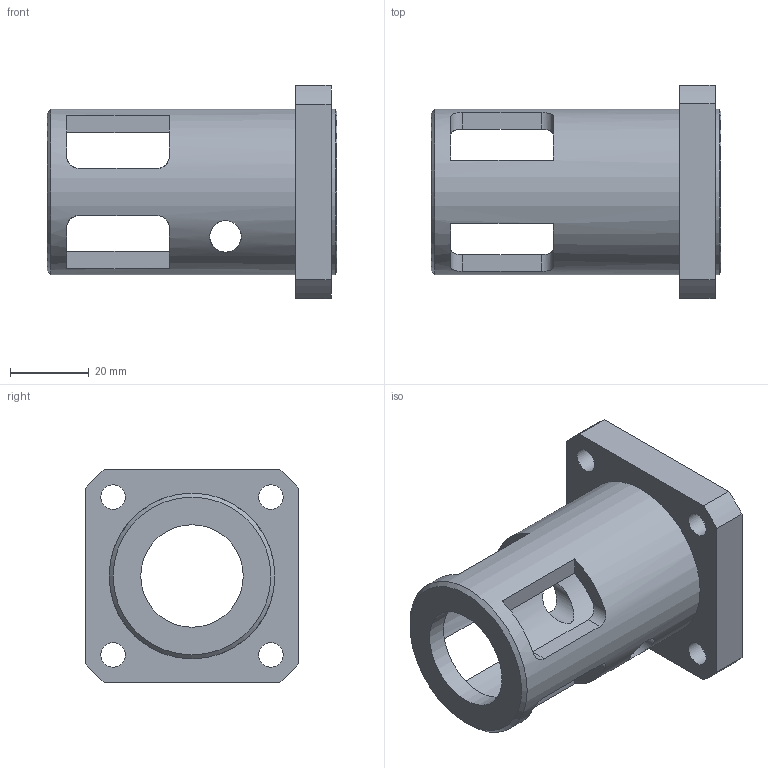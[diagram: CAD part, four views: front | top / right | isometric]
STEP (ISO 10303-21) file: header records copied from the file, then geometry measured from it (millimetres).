
FILE_DESCRIPTION(/* description */ (''),/* implementation_level */ '2;1');
FILE_NAME(/* name */ 'VK MTJ65 40 GESM14.stp',/* time_stamp */ '2015-08-18T08:28:59+01:00',/* author */ ('Hypex'),/* organization */ ('Hypex'),/* preprocessor_version */ 'ST-DEVELOPER v15.2',/* originating_system */ 'Autodesk Inventor 2014',/* authorisation */ '');
FILE_SCHEMA (('AUTOMOTIVE_DESIGN { 1 0 10303 214 3 1 1 }'));
Length unit declared in the file: millimetre
Products named in the file (1): VK MTJ65 40 GESM14
Bounding box: 73.5 x 54 x 54 mm (x, y, z)
Volume: 42310.6 mm3; surface area: 21248.1 mm2
Topology: 1 solids, 1 shells, 46 faces, 138 edges, 93 vertices
Faces by surface type: cylinder 22, plane 21, cone 3
Full cylindrical faces by diameter (mm): 6.2 x4, 8 x2, 26 x1, 34 x1, 42 x2
Entity records: 1749 total; most frequent: CARTESIAN_POINT 535, ORIENTED_EDGE 236, DIRECTION 234, EDGE_CURVE 118, AXIS2_PLACEMENT_3D 89, VERTEX_POINT 86, EDGE_LOOP 80, LINE 56
